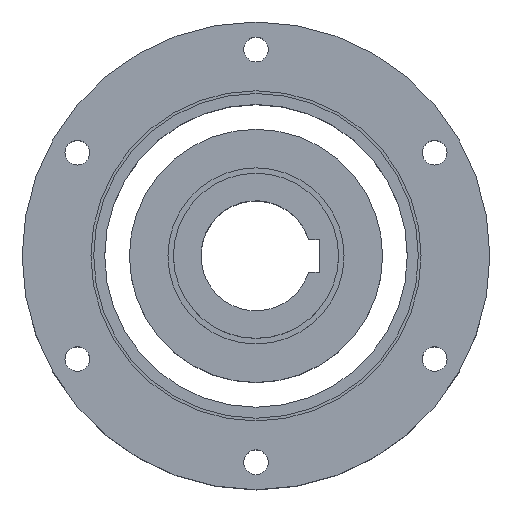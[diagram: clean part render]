
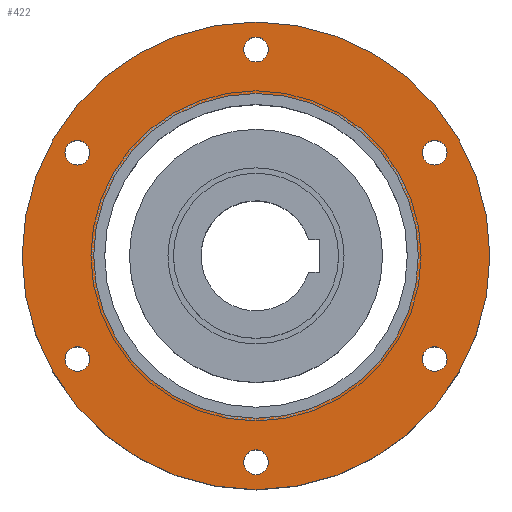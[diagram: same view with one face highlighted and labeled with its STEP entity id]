
A CAD part, top view. The second image highlights one B-rep face of the part: STEP entity #422.
In plain terms, the highlighted planar face has unit normal (0, 0, 1).
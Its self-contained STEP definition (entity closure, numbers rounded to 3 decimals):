
#89=CARTESIAN_POINT('',(0.,0.,14.));
#90=DIRECTION('',(0.,0.,1.));
#91=DIRECTION('',(1.,0.,0.));
#92=AXIS2_PLACEMENT_3D('',#89,#90,#91);
#94=CARTESIAN_POINT('',(0.,0.,14.));
#95=DIRECTION('',(0.,0.,1.));
#96=DIRECTION('',(-1.,0.,0.));
#97=AXIS2_PLACEMENT_3D('',#94,#95,#96);
#99=CARTESIAN_POINT('',(0.,0.,14.));
#100=DIRECTION('',(0.,0.,-1.));
#101=DIRECTION('',(1.,0.,0.));
#102=AXIS2_PLACEMENT_3D('',#99,#100,#101);
#104=CARTESIAN_POINT('',(0.,0.,14.));
#105=DIRECTION('',(0.,0.,-1.));
#106=DIRECTION('',(-1.,0.,0.));
#107=AXIS2_PLACEMENT_3D('',#104,#105,#106);
#109=CARTESIAN_POINT('',(0.,37.5,14.));
#110=DIRECTION('',(0.,0.,-1.));
#111=DIRECTION('',(1.,0.,0.));
#112=AXIS2_PLACEMENT_3D('',#109,#110,#111);
#114=CARTESIAN_POINT('',(0.,37.5,14.));
#115=DIRECTION('',(0.,0.,-1.));
#116=DIRECTION('',(-1.,0.,0.));
#117=AXIS2_PLACEMENT_3D('',#114,#115,#116);
#119=CARTESIAN_POINT('',(0.,-37.5,14.));
#120=DIRECTION('',(0.,0.,-1.));
#121=DIRECTION('',(1.,0.,0.));
#122=AXIS2_PLACEMENT_3D('',#119,#120,#121);
#124=CARTESIAN_POINT('',(0.,-37.5,14.));
#125=DIRECTION('',(0.,0.,-1.));
#126=DIRECTION('',(-1.,0.,0.));
#127=AXIS2_PLACEMENT_3D('',#124,#125,#126);
#129=CARTESIAN_POINT('',(-32.476,18.75,14.));
#130=DIRECTION('',(0.,0.,-1.));
#131=DIRECTION('',(1.,0.,0.));
#132=AXIS2_PLACEMENT_3D('',#129,#130,#131);
#134=CARTESIAN_POINT('',(-32.476,18.75,14.));
#135=DIRECTION('',(0.,0.,-1.));
#136=DIRECTION('',(-1.,0.,0.));
#137=AXIS2_PLACEMENT_3D('',#134,#135,#136);
#139=CARTESIAN_POINT('',(32.476,18.75,14.));
#140=DIRECTION('',(0.,0.,-1.));
#141=DIRECTION('',(1.,0.,0.));
#142=AXIS2_PLACEMENT_3D('',#139,#140,#141);
#144=CARTESIAN_POINT('',(32.476,18.75,14.));
#145=DIRECTION('',(0.,0.,-1.));
#146=DIRECTION('',(-1.,0.,0.));
#147=AXIS2_PLACEMENT_3D('',#144,#145,#146);
#149=CARTESIAN_POINT('',(32.476,-18.75,14.));
#150=DIRECTION('',(0.,0.,-1.));
#151=DIRECTION('',(1.,0.,0.));
#152=AXIS2_PLACEMENT_3D('',#149,#150,#151);
#154=CARTESIAN_POINT('',(32.476,-18.75,14.));
#155=DIRECTION('',(0.,0.,-1.));
#156=DIRECTION('',(-1.,0.,0.));
#157=AXIS2_PLACEMENT_3D('',#154,#155,#156);
#159=CARTESIAN_POINT('',(-32.476,-18.75,14.));
#160=DIRECTION('',(0.,0.,-1.));
#161=DIRECTION('',(1.,0.,0.));
#162=AXIS2_PLACEMENT_3D('',#159,#160,#161);
#164=CARTESIAN_POINT('',(-32.476,-18.75,14.));
#165=DIRECTION('',(0.,0.,-1.));
#166=DIRECTION('',(-1.,0.,0.));
#167=AXIS2_PLACEMENT_3D('',#164,#165,#166);
#257=CARTESIAN_POINT('',(42.5,0.,14.));
#258=CARTESIAN_POINT('',(-42.5,0.,14.));
#259=VERTEX_POINT('',#257);
#260=VERTEX_POINT('',#258);
#261=CARTESIAN_POINT('',(29.5,0.,14.));
#262=CARTESIAN_POINT('',(-29.5,0.,14.));
#263=VERTEX_POINT('',#261);
#264=VERTEX_POINT('',#262);
#265=CARTESIAN_POINT('',(2.25,37.5,14.));
#266=CARTESIAN_POINT('',(-2.25,37.5,14.));
#267=VERTEX_POINT('',#265);
#268=VERTEX_POINT('',#266);
#269=CARTESIAN_POINT('',(2.25,-37.5,14.));
#270=CARTESIAN_POINT('',(-2.25,-37.5,14.));
#271=VERTEX_POINT('',#269);
#272=VERTEX_POINT('',#270);
#273=CARTESIAN_POINT('',(-30.226,18.75,14.));
#274=CARTESIAN_POINT('',(-34.726,18.75,14.));
#275=VERTEX_POINT('',#273);
#276=VERTEX_POINT('',#274);
#277=CARTESIAN_POINT('',(34.726,18.75,14.));
#278=CARTESIAN_POINT('',(30.226,18.75,14.));
#279=VERTEX_POINT('',#277);
#280=VERTEX_POINT('',#278);
#281=CARTESIAN_POINT('',(34.726,-18.75,14.));
#282=CARTESIAN_POINT('',(30.226,-18.75,14.));
#283=VERTEX_POINT('',#281);
#284=VERTEX_POINT('',#282);
#285=CARTESIAN_POINT('',(-30.226,-18.75,14.));
#286=CARTESIAN_POINT('',(-34.726,-18.75,14.));
#287=VERTEX_POINT('',#285);
#288=VERTEX_POINT('',#286);
#371=CARTESIAN_POINT('',(0.,0.,14.));
#372=DIRECTION('',(0.,0.,1.));
#373=DIRECTION('',(1.,0.,0.));
#374=AXIS2_PLACEMENT_3D('',#371,#372,#373);
#375=PLANE('',#374);
#376=ORIENTED_EDGE('',*,*,#351,.F.);
#377=ORIENTED_EDGE('',*,*,#365,.F.);
#378=EDGE_LOOP('',(#376,#377));
#379=FACE_OUTER_BOUND('',#378,.F.);
#381=ORIENTED_EDGE('',*,*,#380,.F.);
#383=ORIENTED_EDGE('',*,*,#382,.F.);
#384=EDGE_LOOP('',(#381,#383));
#385=FACE_BOUND('',#384,.F.);
#387=ORIENTED_EDGE('',*,*,#386,.F.);
#389=ORIENTED_EDGE('',*,*,#388,.F.);
#390=EDGE_LOOP('',(#387,#389));
#391=FACE_BOUND('',#390,.F.);
#393=ORIENTED_EDGE('',*,*,#392,.F.);
#395=ORIENTED_EDGE('',*,*,#394,.F.);
#396=EDGE_LOOP('',(#393,#395));
#397=FACE_BOUND('',#396,.F.);
#399=ORIENTED_EDGE('',*,*,#398,.F.);
#401=ORIENTED_EDGE('',*,*,#400,.F.);
#402=EDGE_LOOP('',(#399,#401));
#403=FACE_BOUND('',#402,.F.);
#405=ORIENTED_EDGE('',*,*,#404,.F.);
#407=ORIENTED_EDGE('',*,*,#406,.F.);
#408=EDGE_LOOP('',(#405,#407));
#409=FACE_BOUND('',#408,.F.);
#411=ORIENTED_EDGE('',*,*,#410,.F.);
#413=ORIENTED_EDGE('',*,*,#412,.F.);
#414=EDGE_LOOP('',(#411,#413));
#415=FACE_BOUND('',#414,.F.);
#417=ORIENTED_EDGE('',*,*,#416,.F.);
#419=ORIENTED_EDGE('',*,*,#418,.F.);
#420=EDGE_LOOP('',(#417,#419));
#421=FACE_BOUND('',#420,.F.);
#422=ADVANCED_FACE('',(#379,#385,#391,#397,#403,#409,#415,#421),#375,.T.);
#93=CIRCLE('',#92,42.5);
#98=CIRCLE('',#97,42.5);
#103=CIRCLE('',#102,29.5);
#108=CIRCLE('',#107,29.5);
#113=CIRCLE('',#112,2.25);
#118=CIRCLE('',#117,2.25);
#123=CIRCLE('',#122,2.25);
#128=CIRCLE('',#127,2.25);
#133=CIRCLE('',#132,2.25);
#138=CIRCLE('',#137,2.25);
#143=CIRCLE('',#142,2.25);
#148=CIRCLE('',#147,2.25);
#153=CIRCLE('',#152,2.25);
#158=CIRCLE('',#157,2.25);
#163=CIRCLE('',#162,2.25);
#168=CIRCLE('',#167,2.25);
#351=EDGE_CURVE('',#259,#260,#93,.T.);
#365=EDGE_CURVE('',#260,#259,#98,.T.);
#380=EDGE_CURVE('',#263,#264,#103,.T.);
#382=EDGE_CURVE('',#264,#263,#108,.T.);
#386=EDGE_CURVE('',#267,#268,#113,.T.);
#388=EDGE_CURVE('',#268,#267,#118,.T.);
#392=EDGE_CURVE('',#271,#272,#123,.T.);
#394=EDGE_CURVE('',#272,#271,#128,.T.);
#398=EDGE_CURVE('',#275,#276,#133,.T.);
#400=EDGE_CURVE('',#276,#275,#138,.T.);
#404=EDGE_CURVE('',#279,#280,#143,.T.);
#406=EDGE_CURVE('',#280,#279,#148,.T.);
#410=EDGE_CURVE('',#283,#284,#153,.T.);
#412=EDGE_CURVE('',#284,#283,#158,.T.);
#416=EDGE_CURVE('',#287,#288,#163,.T.);
#418=EDGE_CURVE('',#288,#287,#168,.T.);
